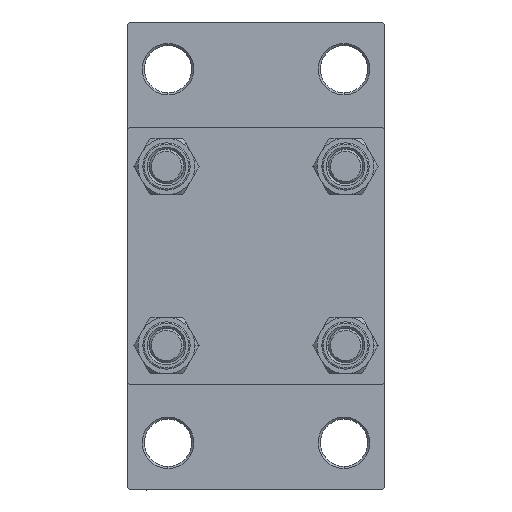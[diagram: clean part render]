
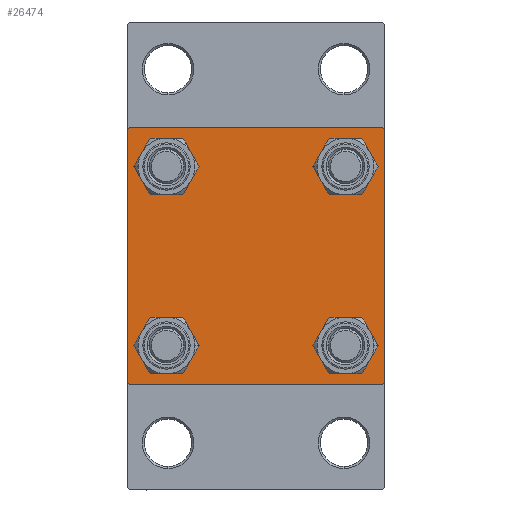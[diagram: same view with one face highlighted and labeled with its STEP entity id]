
A CAD part, left-side view. The second image highlights one B-rep face of the part: STEP entity #26474.
In plain terms, the highlighted planar face has unit normal (-1, 0, 0).
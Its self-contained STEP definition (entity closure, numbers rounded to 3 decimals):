
#80 = CARTESIAN_POINT ( 'NONE',  ( 0., -20.85, -16.35 ) ) ;
#1025 = VECTOR ( 'NONE', #28470, 1000. ) ;
#1085 = VECTOR ( 'NONE', #16200, 1000. ) ;
#1775 = LINE ( 'NONE', #13409, #28474 ) ;
#2584 = DIRECTION ( 'NONE',  ( 1., 0., 0. ) ) ;
#3270 = CARTESIAN_POINT ( 'NONE',  ( 0., 29.5, -30. ) ) ;
#4352 = CIRCLE ( 'NONE', #43122, 4.5 ) ;
#5144 = ORIENTED_EDGE ( 'NONE', *, *, #12463, .T. ) ;
#5858 = LINE ( 'NONE', #21536, #23059 ) ;
#6648 = VECTOR ( 'NONE', #28929, 1000. ) ;
#6750 = ORIENTED_EDGE ( 'NONE', *, *, #21097, .T. ) ;
#7264 = DIRECTION ( 'NONE',  ( 1., 0., 0. ) ) ;
#7752 = DIRECTION ( 'NONE',  ( 0., 0., 1. ) ) ;
#8223 = LINE ( 'NONE', #47193, #1025 ) ;
#8285 = DIRECTION ( 'NONE',  ( 0., 0., 1. ) ) ;
#8429 = ORIENTED_EDGE ( 'NONE', *, *, #12260, .T. ) ;
#8749 = CARTESIAN_POINT ( 'NONE',  ( 0., -29.75, 29.75 ) ) ;
#8785 = EDGE_CURVE ( 'NONE', #16597, #17061, #24863, .T. ) ;
#9338 = EDGE_CURVE ( 'NONE', #19041, #16754, #27642, .T. ) ;
#9865 = DIRECTION ( 'NONE',  ( 0., 0., 1. ) ) ;
#10610 = FACE_BOUND ( 'NONE', #38920, .T. ) ;
#11490 = AXIS2_PLACEMENT_3D ( 'NONE', #26028, #40996, #9865 ) ;
#11676 = LINE ( 'NONE', #15703, #1085 ) ;
#11691 = AXIS2_PLACEMENT_3D ( 'NONE', #13555, #32532, #47718 ) ;
#11725 = EDGE_CURVE ( 'NONE', #36609, #14399, #11676, .T. ) ;
#11994 = CARTESIAN_POINT ( 'NONE',  ( 0., 30., 29.5 ) ) ;
#12185 = DIRECTION ( 'NONE',  ( 1., 0., 0. ) ) ;
#12213 = ORIENTED_EDGE ( 'NONE', *, *, #27797, .T. ) ;
#12260 = EDGE_CURVE ( 'NONE', #18081, #28051, #4352, .T. ) ;
#12463 = EDGE_CURVE ( 'NONE', #28051, #18081, #23748, .T. ) ;
#12771 = EDGE_LOOP ( 'NONE', ( #15943, #22381, #13300, #38485, #34039, #39056, #33463, #12213 ) ) ;
#12934 = CARTESIAN_POINT ( 'NONE',  ( 0., -29.5, -30. ) ) ;
#13024 = VECTOR ( 'NONE', #20366, 1000. ) ;
#13269 = ORIENTED_EDGE ( 'NONE', *, *, #47348, .T. ) ;
#13300 = ORIENTED_EDGE ( 'NONE', *, *, #26393, .T. ) ;
#13409 = CARTESIAN_POINT ( 'NONE',  ( 0., 30., -30. ) ) ;
#13555 = CARTESIAN_POINT ( 'NONE',  ( 0., -20.85, 20.85 ) ) ;
#14399 = VERTEX_POINT ( 'NONE', #42940 ) ;
#14459 = DIRECTION ( 'NONE',  ( 0., 0., 1. ) ) ;
#14514 = EDGE_CURVE ( 'NONE', #21360, #27552, #19755, .T. ) ;
#15703 = CARTESIAN_POINT ( 'NONE',  ( 0., -30., 30. ) ) ;
#15876 = VERTEX_POINT ( 'NONE', #27349 ) ;
#15943 = ORIENTED_EDGE ( 'NONE', *, *, #8785, .T. ) ;
#16185 = VERTEX_POINT ( 'NONE', #19618 ) ;
#16200 = DIRECTION ( 'NONE',  ( 0., 0., -1. ) ) ;
#16597 = VERTEX_POINT ( 'NONE', #11994 ) ;
#16754 = VERTEX_POINT ( 'NONE', #45146 ) ;
#17061 = VERTEX_POINT ( 'NONE', #33693 ) ;
#17377 = CARTESIAN_POINT ( 'NONE',  ( 0., 29.75, -29.75 ) ) ;
#17458 = FACE_BOUND ( 'NONE', #47090, .T. ) ;
#17592 = CIRCLE ( 'NONE', #31300, 4.5 ) ;
#17763 = CARTESIAN_POINT ( 'NONE',  ( 0., 20.85, 20.85 ) ) ;
#17867 = DIRECTION ( 'NONE',  ( 0., -0.707, -0.707 ) ) ;
#18081 = VERTEX_POINT ( 'NONE', #36133 ) ;
#19041 = VERTEX_POINT ( 'NONE', #26452 ) ;
#19499 = CARTESIAN_POINT ( 'NONE',  ( 0., -20.85, 20.85 ) ) ;
#19618 = CARTESIAN_POINT ( 'NONE',  ( 0., 20.85, 16.35 ) ) ;
#19738 = EDGE_CURVE ( 'NONE', #16754, #19041, #29660, .T. ) ;
#19755 = CIRCLE ( 'NONE', #11691, 4.5 ) ;
#20366 = DIRECTION ( 'NONE',  ( 0., 0.707, 0.707 ) ) ;
#21059 = EDGE_CURVE ( 'NONE', #22912, #15876, #25204, .T. ) ;
#21097 = EDGE_CURVE ( 'NONE', #27552, #21360, #17592, .T. ) ;
#21360 = VERTEX_POINT ( 'NONE', #23509 ) ;
#21536 = CARTESIAN_POINT ( 'NONE',  ( 0., -29.75, -29.75 ) ) ;
#21553 = CARTESIAN_POINT ( 'NONE',  ( 0., -30., 29.5 ) ) ;
#22381 = ORIENTED_EDGE ( 'NONE', *, *, #33980, .T. ) ;
#22912 = VERTEX_POINT ( 'NONE', #31486 ) ;
#23059 = VECTOR ( 'NONE', #29128, 1000. ) ;
#23464 = DIRECTION ( 'NONE',  ( 1., 0., 0. ) ) ;
#23509 = CARTESIAN_POINT ( 'NONE',  ( 0., -20.85, 25.35 ) ) ;
#23536 = VERTEX_POINT ( 'NONE', #3270 ) ;
#23748 = CIRCLE ( 'NONE', #25357, 4.5 ) ;
#24160 = EDGE_CURVE ( 'NONE', #36609, #15876, #48238, .T. ) ;
#24192 = DIRECTION ( 'NONE',  ( 1., 0., 0. ) ) ;
#24253 = CARTESIAN_POINT ( 'NONE',  ( 0., -20.85, -20.85 ) ) ;
#24541 = EDGE_LOOP ( 'NONE', ( #48775, #35830 ) ) ;
#24863 = LINE ( 'NONE', #40313, #6648 ) ;
#25189 = AXIS2_PLACEMENT_3D ( 'NONE', #35354, #24192, #27733 ) ;
#25204 = LINE ( 'NONE', #30909, #39409 ) ;
#25357 = AXIS2_PLACEMENT_3D ( 'NONE', #42175, #7264, #7752 ) ;
#25461 = LINE ( 'NONE', #17377, #35193 ) ;
#25675 = EDGE_CURVE ( 'NONE', #35589, #16185, #47003, .T. ) ;
#25760 = DIRECTION ( 'NONE',  ( 1., 0., 0. ) ) ;
#26028 = CARTESIAN_POINT ( 'NONE',  ( 0., 0., 0. ) ) ;
#26393 = EDGE_CURVE ( 'NONE', #23536, #37871, #1775, .T. ) ;
#26452 = CARTESIAN_POINT ( 'NONE',  ( 0., 20.85, -16.35 ) ) ;
#26474 = ADVANCED_FACE ( 'NONE', ( #29346, #10610, #48584, #17458, #32903 ), #45047, .T. ) ;
#27349 = CARTESIAN_POINT ( 'NONE',  ( 0., -29.5, 30. ) ) ;
#27411 = ORIENTED_EDGE ( 'NONE', *, *, #14514, .T. ) ;
#27449 = DIRECTION ( 'NONE',  ( 0., 0., 1. ) ) ;
#27552 = VERTEX_POINT ( 'NONE', #39426 ) ;
#27642 = CIRCLE ( 'NONE', #38969, 4.5 ) ;
#27733 = DIRECTION ( 'NONE',  ( 0., 0., 1. ) ) ;
#27797 = EDGE_CURVE ( 'NONE', #22912, #16597, #8223, .T. ) ;
#28051 = VERTEX_POINT ( 'NONE', #80 ) ;
#28470 = DIRECTION ( 'NONE',  ( 0., 0.707, -0.707 ) ) ;
#28474 = VECTOR ( 'NONE', #35943, 1000. ) ;
#28745 = ORIENTED_EDGE ( 'NONE', *, *, #25675, .T. ) ;
#28929 = DIRECTION ( 'NONE',  ( 0., 0., -1. ) ) ;
#29128 = DIRECTION ( 'NONE',  ( 0., -0.707, 0.707 ) ) ;
#29346 = FACE_BOUND ( 'NONE', #47176, .T. ) ;
#29660 = CIRCLE ( 'NONE', #38535, 4.5 ) ;
#30909 = CARTESIAN_POINT ( 'NONE',  ( 0., 30., 30. ) ) ;
#31300 = AXIS2_PLACEMENT_3D ( 'NONE', #19499, #12185, #34971 ) ;
#31486 = CARTESIAN_POINT ( 'NONE',  ( 0., 29.5, 30. ) ) ;
#32191 = AXIS2_PLACEMENT_3D ( 'NONE', #17763, #2584, #14459 ) ;
#32532 = DIRECTION ( 'NONE',  ( 1., 0., 0. ) ) ;
#32903 = FACE_OUTER_BOUND ( 'NONE', #12771, .T. ) ;
#33463 = ORIENTED_EDGE ( 'NONE', *, *, #21059, .F. ) ;
#33617 = DIRECTION ( 'NONE',  ( 0., 0., 1. ) ) ;
#33693 = CARTESIAN_POINT ( 'NONE',  ( 0., 30., -29.5 ) ) ;
#33980 = EDGE_CURVE ( 'NONE', #17061, #23536, #25461, .T. ) ;
#34039 = ORIENTED_EDGE ( 'NONE', *, *, #11725, .F. ) ;
#34971 = DIRECTION ( 'NONE',  ( 0., 0., 1. ) ) ;
#35070 = CARTESIAN_POINT ( 'NONE',  ( 0., 20.85, -20.85 ) ) ;
#35193 = VECTOR ( 'NONE', #17867, 1000. ) ;
#35354 = CARTESIAN_POINT ( 'NONE',  ( 0., 20.85, 20.85 ) ) ;
#35589 = VERTEX_POINT ( 'NONE', #46980 ) ;
#35830 = ORIENTED_EDGE ( 'NONE', *, *, #19738, .T. ) ;
#35943 = DIRECTION ( 'NONE',  ( 0., -1., 0. ) ) ;
#36133 = CARTESIAN_POINT ( 'NONE',  ( 0., -20.85, -25.35 ) ) ;
#36364 = CIRCLE ( 'NONE', #32191, 4.5 ) ;
#36609 = VERTEX_POINT ( 'NONE', #21553 ) ;
#37866 = EDGE_CURVE ( 'NONE', #37871, #14399, #5858, .T. ) ;
#37871 = VERTEX_POINT ( 'NONE', #12934 ) ;
#38485 = ORIENTED_EDGE ( 'NONE', *, *, #37866, .T. ) ;
#38535 = AXIS2_PLACEMENT_3D ( 'NONE', #42463, #23464, #8285 ) ;
#38920 = EDGE_LOOP ( 'NONE', ( #5144, #8429 ) ) ;
#38969 = AXIS2_PLACEMENT_3D ( 'NONE', #35070, #43422, #27449 ) ;
#39056 = ORIENTED_EDGE ( 'NONE', *, *, #24160, .T. ) ;
#39409 = VECTOR ( 'NONE', #44710, 1000. ) ;
#39426 = CARTESIAN_POINT ( 'NONE',  ( 0., -20.85, 16.35 ) ) ;
#40313 = CARTESIAN_POINT ( 'NONE',  ( 0., 30., 30. ) ) ;
#40996 = DIRECTION ( 'NONE',  ( -1., 0., 0. ) ) ;
#42175 = CARTESIAN_POINT ( 'NONE',  ( 0., -20.85, -20.85 ) ) ;
#42463 = CARTESIAN_POINT ( 'NONE',  ( 0., 20.85, -20.85 ) ) ;
#42940 = CARTESIAN_POINT ( 'NONE',  ( 0., -30., -29.5 ) ) ;
#43122 = AXIS2_PLACEMENT_3D ( 'NONE', #24253, #25760, #33617 ) ;
#43422 = DIRECTION ( 'NONE',  ( 1., 0., 0. ) ) ;
#44710 = DIRECTION ( 'NONE',  ( 0., -1., 0. ) ) ;
#45047 = PLANE ( 'NONE',  #11490 ) ;
#45146 = CARTESIAN_POINT ( 'NONE',  ( 0., 20.85, -25.35 ) ) ;
#46980 = CARTESIAN_POINT ( 'NONE',  ( 0., 20.85, 25.35 ) ) ;
#47003 = CIRCLE ( 'NONE', #25189, 4.5 ) ;
#47090 = EDGE_LOOP ( 'NONE', ( #28745, #13269 ) ) ;
#47176 = EDGE_LOOP ( 'NONE', ( #27411, #6750 ) ) ;
#47193 = CARTESIAN_POINT ( 'NONE',  ( 0., 29.75, 29.75 ) ) ;
#47348 = EDGE_CURVE ( 'NONE', #16185, #35589, #36364, .T. ) ;
#47718 = DIRECTION ( 'NONE',  ( 0., 0., 1. ) ) ;
#48238 = LINE ( 'NONE', #8749, #13024 ) ;
#48584 = FACE_BOUND ( 'NONE', #24541, .T. ) ;
#48775 = ORIENTED_EDGE ( 'NONE', *, *, #9338, .T. ) ;
